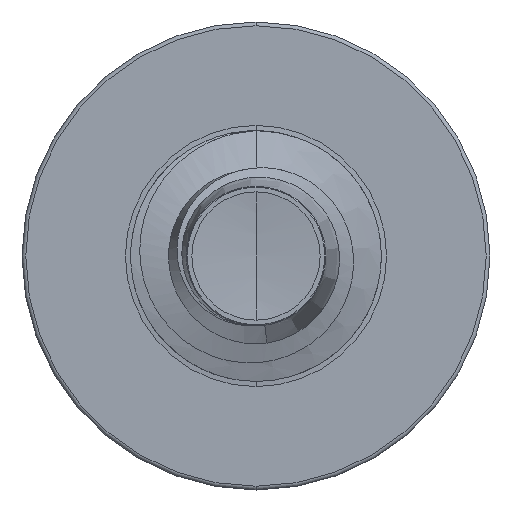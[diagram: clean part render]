
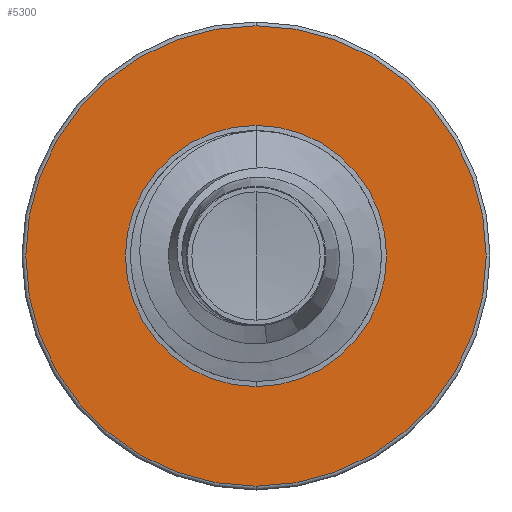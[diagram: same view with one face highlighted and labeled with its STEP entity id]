
A CAD part, front view. The second image highlights one B-rep face of the part: STEP entity #5300.
In plain terms, the highlighted planar face has unit normal (0, -1, 0).
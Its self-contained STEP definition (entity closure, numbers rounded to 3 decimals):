
#442 = CARTESIAN_POINT ( 'NONE',  ( 0., 4., 2.755 ) ) ;
#718 = EDGE_LOOP ( 'NONE', ( #7988, #8384 ) ) ;
#1948 = EDGE_LOOP ( 'NONE', ( #8033, #7339 ) ) ;
#2199 = CARTESIAN_POINT ( 'NONE',  ( 0., 4., -1.562 ) ) ;
#2378 = CIRCLE ( 'NONE', #8196, 2.755 ) ;
#3534 = DIRECTION ( 'NONE',  ( 0., 0., 1. ) ) ;
#3551 = AXIS2_PLACEMENT_3D ( 'NONE', #2199, #8327, #8169 ) ;
#3553 = DIRECTION ( 'NONE',  ( 0., 1., 0. ) ) ;
#3564 = CARTESIAN_POINT ( 'NONE',  ( 0., 4., 0. ) ) ;
#4053 = VERTEX_POINT ( 'NONE', #4579 ) ;
#4445 = PLANE ( 'NONE',  #3551 ) ;
#4509 = DIRECTION ( 'NONE',  ( 0., 1., 0. ) ) ;
#4516 = FACE_OUTER_BOUND ( 'NONE', #1948, .T. ) ;
#4525 = CARTESIAN_POINT ( 'NONE',  ( 0., 4., -2.755 ) ) ;
#4579 = CARTESIAN_POINT ( 'NONE',  ( 0., 4., -1.562 ) ) ;
#4880 = AXIS2_PLACEMENT_3D ( 'NONE', #3564, #3553, #3534 ) ;
#4972 = DIRECTION ( 'NONE',  ( 0., 0., 1. ) ) ;
#4987 = DIRECTION ( 'NONE',  ( 0., 1., 0. ) ) ;
#5009 = CARTESIAN_POINT ( 'NONE',  ( 0., 4., 0. ) ) ;
#5151 = CARTESIAN_POINT ( 'NONE',  ( 0., 4., 1.562 ) ) ;
#5300 = ADVANCED_FACE ( 'NONE', ( #4516, #6890 ), #4445, .F. ) ;
#5484 = EDGE_CURVE ( 'NONE', #8219, #4053, #6051, .T. ) ;
#5590 = AXIS2_PLACEMENT_3D ( 'NONE', #6589, #6575, #6574 ) ;
#5791 = EDGE_CURVE ( 'NONE', #4053, #8219, #7402, .T. ) ;
#6051 = CIRCLE ( 'NONE', #5590, 1.562 ) ;
#6203 = EDGE_CURVE ( 'NONE', #6806, #6593, #8048, .T. ) ;
#6574 = DIRECTION ( 'NONE',  ( 0., 0., 1. ) ) ;
#6575 = DIRECTION ( 'NONE',  ( 0., 1., 0. ) ) ;
#6589 = CARTESIAN_POINT ( 'NONE',  ( 0., 4., 0. ) ) ;
#6593 = VERTEX_POINT ( 'NONE', #442 ) ;
#6806 = VERTEX_POINT ( 'NONE', #4525 ) ;
#6890 = FACE_BOUND ( 'NONE', #718, .T. ) ;
#7339 = ORIENTED_EDGE ( 'NONE', *, *, #6203, .F. ) ;
#7402 = CIRCLE ( 'NONE', #7742, 1.562 ) ;
#7742 = AXIS2_PLACEMENT_3D ( 'NONE', #5009, #4987, #4972 ) ;
#7988 = ORIENTED_EDGE ( 'NONE', *, *, #5484, .T. ) ;
#8033 = ORIENTED_EDGE ( 'NONE', *, *, #8444, .F. ) ;
#8048 = CIRCLE ( 'NONE', #4880, 2.755 ) ;
#8120 = CARTESIAN_POINT ( 'NONE',  ( 0., 4., 0. ) ) ;
#8169 = DIRECTION ( 'NONE',  ( 0., 0., 1. ) ) ;
#8196 = AXIS2_PLACEMENT_3D ( 'NONE', #8120, #4509, #8432 ) ;
#8219 = VERTEX_POINT ( 'NONE', #5151 ) ;
#8327 = DIRECTION ( 'NONE',  ( 0., 1., 0. ) ) ;
#8384 = ORIENTED_EDGE ( 'NONE', *, *, #5791, .T. ) ;
#8432 = DIRECTION ( 'NONE',  ( 0., 0., 1. ) ) ;
#8444 = EDGE_CURVE ( 'NONE', #6593, #6806, #2378, .T. ) ;
